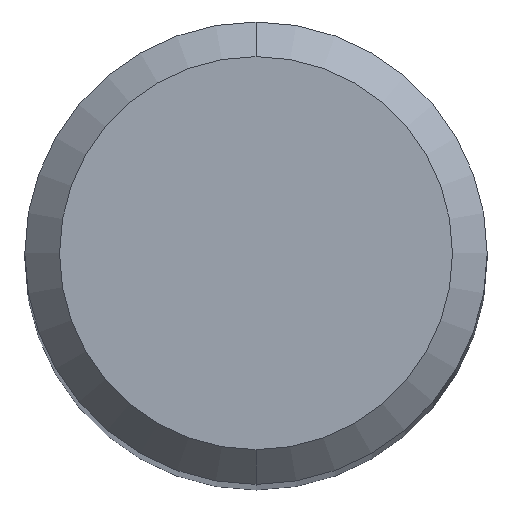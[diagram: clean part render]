
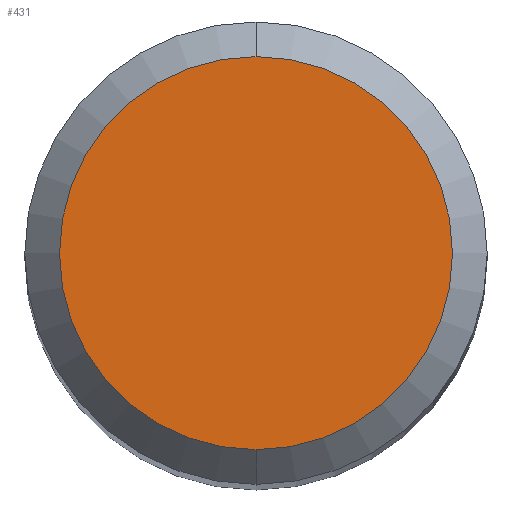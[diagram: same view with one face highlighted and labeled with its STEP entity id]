
A CAD part, top view. The second image highlights one B-rep face of the part: STEP entity #431.
In plain terms, the highlighted planar face has unit normal (0, 0, 1).
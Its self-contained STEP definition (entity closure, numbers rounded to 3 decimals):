
#181=VERTEX_POINT('',#488);
#199=EDGE_CURVE('',#181,#399,#506,.T.);
#309=EDGE_CURVE('',#399,#181,#628,.T.);
#399=VERTEX_POINT('',#725);
#431=ADVANCED_FACE('',(#761),#762,.T.);
#488=CARTESIAN_POINT('',(0.0,1.7,0.0));
#506=CIRCLE('',#866,1.7);
#628=CIRCLE('',#1143,1.7);
#725=CARTESIAN_POINT('',(0.,-1.7,0.0));
#761=FACE_OUTER_BOUND('',#1366,.T.);
#762=PLANE('',#1367);
#866=AXIS2_PLACEMENT_3D('',#1444,#1445,#1446);
#1143=AXIS2_PLACEMENT_3D('',#1605,#1606,#1607);
#1366=EDGE_LOOP('',(#1746,#1747));
#1367=AXIS2_PLACEMENT_3D('',#1748,#1749,#1750);
#1444=CARTESIAN_POINT('',(0.0,0.0,0.0));
#1445=DIRECTION('',(0.0,0.0,-1.0));
#1446=DIRECTION('',(0.0,1.0,0.0));
#1605=CARTESIAN_POINT('',(0.0,0.0,0.0));
#1606=DIRECTION('',(0.0,0.0,-1.0));
#1607=DIRECTION('',(0.0,1.0,0.0));
#1746=ORIENTED_EDGE('',*,*,#199,.F.);
#1747=ORIENTED_EDGE('',*,*,#309,.F.);
#1748=CARTESIAN_POINT('',(0.0,0.85,0.0));
#1749=DIRECTION('',(-0.0,0.0,1.0));
#1750=DIRECTION('',(0.0,-1.0,0.0));
